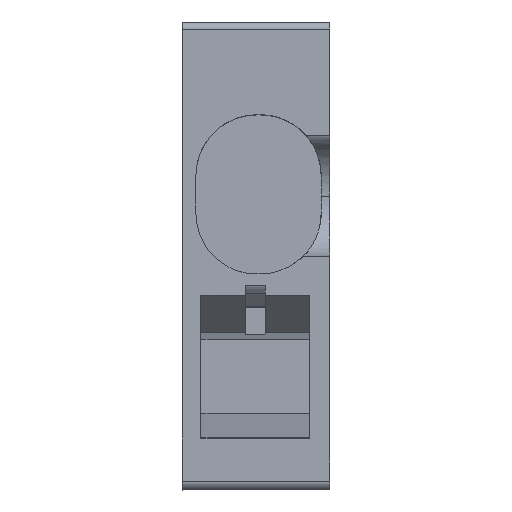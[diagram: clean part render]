
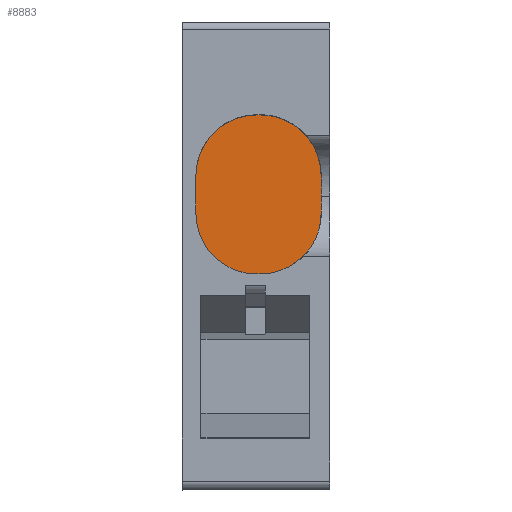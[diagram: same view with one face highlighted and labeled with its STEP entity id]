
A CAD part, top view. The second image highlights one B-rep face of the part: STEP entity #8883.
In plain terms, the highlighted planar face has unit normal (0, 0, 1).
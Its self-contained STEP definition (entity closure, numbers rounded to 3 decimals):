
#8293=AXIS2_PLACEMENT_3D('Circle Axis2P3D',#8291,#8292,$) ;
#8345=AXIS2_PLACEMENT_3D('Circle Axis2P3D',#8343,#8344,$) ;
#8395=AXIS2_PLACEMENT_3D('Circle Axis2P3D',#8393,#8394,$) ;
#8452=AXIS2_PLACEMENT_3D('Circle Axis2P3D',#8450,#8451,$) ;
#8871=AXIS2_PLACEMENT_3D('Plane Axis2P3D',#8868,#8869,#8870) ;
#8288=CARTESIAN_POINT('Vertex',(4.8,9.55,35.82)) ;
#8291=CARTESIAN_POINT('Axis2P3D Location',(2.7,9.55,35.82)) ;
#8295=CARTESIAN_POINT('Vertex',(2.7,7.45,35.82)) ;
#8318=CARTESIAN_POINT('Line Origine',(2.637,7.45,35.82)) ;
#8322=CARTESIAN_POINT('Vertex',(2.575,7.45,35.82)) ;
#8343=CARTESIAN_POINT('Axis2P3D Location',(2.575,9.55,35.82)) ;
#8347=CARTESIAN_POINT('Vertex',(0.475,9.55,35.82)) ;
#8368=CARTESIAN_POINT('Line Origine',(0.475,10.2,35.82)) ;
#8372=CARTESIAN_POINT('Vertex',(0.475,10.85,35.82)) ;
#8393=CARTESIAN_POINT('Axis2P3D Location',(2.575,10.85,35.82)) ;
#8397=CARTESIAN_POINT('Vertex',(2.575,12.95,35.82)) ;
#8418=CARTESIAN_POINT('Line Origine',(2.637,12.95,35.82)) ;
#8422=CARTESIAN_POINT('Vertex',(2.7,12.95,35.82)) ;
#8447=CARTESIAN_POINT('Vertex',(4.8,10.85,35.82)) ;
#8450=CARTESIAN_POINT('Axis2P3D Location',(2.7,10.85,35.82)) ;
#8821=CARTESIAN_POINT('Line Origine',(4.8,10.2,35.82)) ;
#8868=CARTESIAN_POINT('Axis2P3D Location',(2.575,10.85,35.82)) ;
#8292=DIRECTION('Axis2P3D Direction',(0.,0.,-1.)) ;
#8319=DIRECTION('Vector Direction',(1.,0.,0.)) ;
#8344=DIRECTION('Axis2P3D Direction',(0.,0.,-1.)) ;
#8369=DIRECTION('Vector Direction',(0.,-1.,0.)) ;
#8394=DIRECTION('Axis2P3D Direction',(-0.,0.,-1.)) ;
#8419=DIRECTION('Vector Direction',(-1.,0.,0.)) ;
#8451=DIRECTION('Axis2P3D Direction',(-0.,0.,-1.)) ;
#8822=DIRECTION('Vector Direction',(0.,1.,0.)) ;
#8869=DIRECTION('Axis2P3D Direction',(0.,0.,1.)) ;
#8870=DIRECTION('Axis2P3D XDirection',(1.,0.,0.)) ;
#8320=VECTOR('Line Direction',#8319,1.) ;
#8370=VECTOR('Line Direction',#8369,1.) ;
#8420=VECTOR('Line Direction',#8419,1.) ;
#8823=VECTOR('Line Direction',#8822,1.) ;
#8874=ORIENTED_EDGE('',*,*,#8399,.T.) ;
#8875=ORIENTED_EDGE('',*,*,#8374,.T.) ;
#8876=ORIENTED_EDGE('',*,*,#8349,.T.) ;
#8877=ORIENTED_EDGE('',*,*,#8324,.T.) ;
#8878=ORIENTED_EDGE('',*,*,#8297,.T.) ;
#8879=ORIENTED_EDGE('',*,*,#8825,.T.) ;
#8880=ORIENTED_EDGE('',*,*,#8454,.T.) ;
#8881=ORIENTED_EDGE('',*,*,#8424,.T.) ;
#8883=ADVANCED_FACE('ZP 2.5/1AN ZA BL',(#8882),#8872,.T.) ;
#8294=CIRCLE('generated circle',#8293,2.1) ;
#8346=CIRCLE('generated circle',#8345,2.1) ;
#8396=CIRCLE('generated circle',#8395,2.1) ;
#8453=CIRCLE('generated circle',#8452,2.1) ;
#8297=EDGE_CURVE('',#8296,#8289,#8294,.F.) ;
#8324=EDGE_CURVE('',#8323,#8296,#8321,.T.) ;
#8349=EDGE_CURVE('',#8348,#8323,#8346,.F.) ;
#8374=EDGE_CURVE('',#8373,#8348,#8371,.T.) ;
#8399=EDGE_CURVE('',#8398,#8373,#8396,.F.) ;
#8424=EDGE_CURVE('',#8423,#8398,#8421,.T.) ;
#8454=EDGE_CURVE('',#8448,#8423,#8453,.F.) ;
#8825=EDGE_CURVE('',#8289,#8448,#8824,.T.) ;
#8873=EDGE_LOOP('',(#8874,#8875,#8876,#8877,#8878,#8879,#8880,#8881)) ;
#8882=FACE_OUTER_BOUND('',#8873,.T.) ;
#8321=LINE('Line',#8318,#8320) ;
#8371=LINE('Line',#8368,#8370) ;
#8421=LINE('Line',#8418,#8420) ;
#8824=LINE('Line',#8821,#8823) ;
#8872=PLANE('',#8871) ;
#8289=VERTEX_POINT('',#8288) ;
#8296=VERTEX_POINT('',#8295) ;
#8323=VERTEX_POINT('',#8322) ;
#8348=VERTEX_POINT('',#8347) ;
#8373=VERTEX_POINT('',#8372) ;
#8398=VERTEX_POINT('',#8397) ;
#8423=VERTEX_POINT('',#8422) ;
#8448=VERTEX_POINT('',#8447) ;
